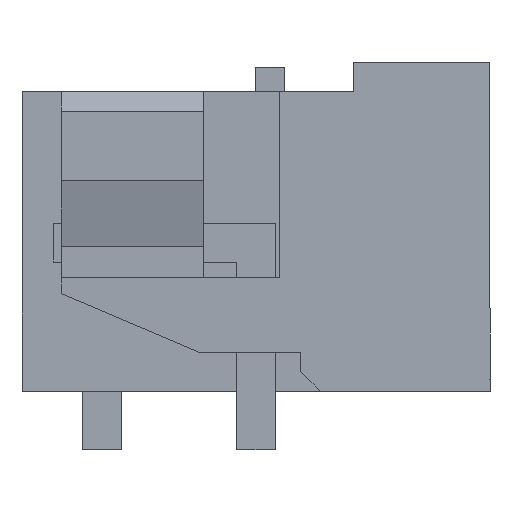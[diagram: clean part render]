
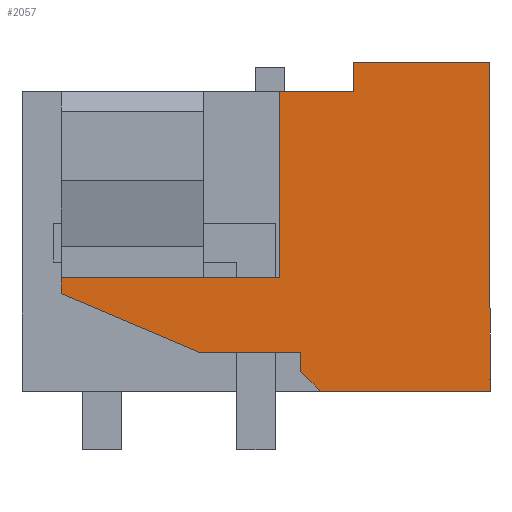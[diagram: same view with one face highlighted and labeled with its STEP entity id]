
A CAD part, left-side view. The second image highlights one B-rep face of the part: STEP entity #2057.
In plain terms, the highlighted planar face has unit normal (-1, 0, 0).
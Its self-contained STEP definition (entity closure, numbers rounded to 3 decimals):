
#1982=AXIS2_PLACEMENT_3D('Plane Axis2P3D',#1979,#1980,#1981) ;
#339=CARTESIAN_POINT('Vertex',(0.,5.4,9.18)) ;
#342=CARTESIAN_POINT('Line Origine',(0.,4.45,9.18)) ;
#346=CARTESIAN_POINT('Vertex',(0.,3.5,9.18)) ;
#1715=CARTESIAN_POINT('Line Origine',(0.,11.,4.205)) ;
#1719=CARTESIAN_POINT('Vertex',(0.,11.,4.41)) ;
#1721=CARTESIAN_POINT('Vertex',(0.,11.,4.001)) ;
#1963=CARTESIAN_POINT('Vertex',(0.,5.4,4.41)) ;
#1966=CARTESIAN_POINT('Line Origine',(0.,5.4,6.795)) ;
#1979=CARTESIAN_POINT('Axis2P3D Location',(0.,12.,0.)) ;
#1984=CARTESIAN_POINT('Line Origine',(0.,1.75,9.93)) ;
#1988=CARTESIAN_POINT('Vertex',(0.,0.,9.93)) ;
#1990=CARTESIAN_POINT('Vertex',(0.,3.5,9.93)) ;
#1993=CARTESIAN_POINT('Line Origine',(0.,3.5,9.555)) ;
#1998=CARTESIAN_POINT('Line Origine',(0.,8.2,4.41)) ;
#2003=CARTESIAN_POINT('Line Origine',(0.,9.232,3.252)) ;
#2007=CARTESIAN_POINT('Vertex',(0.,7.465,2.503)) ;
#2010=CARTESIAN_POINT('Line Origine',(0.,6.159,2.503)) ;
#2014=CARTESIAN_POINT('Vertex',(0.,4.854,2.503)) ;
#2017=CARTESIAN_POINT('Line Origine',(0.,4.854,2.251)) ;
#2021=CARTESIAN_POINT('Vertex',(0.,4.854,2.)) ;
#2024=CARTESIAN_POINT('Line Origine',(0.,4.604,1.75)) ;
#2028=CARTESIAN_POINT('Vertex',(0.,4.354,1.5)) ;
#2031=CARTESIAN_POINT('Line Origine',(0.,2.177,1.5)) ;
#2035=CARTESIAN_POINT('Vertex',(0.,0.,1.5)) ;
#2038=CARTESIAN_POINT('Line Origine',(0.,0.,5.715)) ;
#343=DIRECTION('Vector Direction',(0.,1.,0.)) ;
#1716=DIRECTION('Vector Direction',(0.,0.,1.)) ;
#1967=DIRECTION('Vector Direction',(0.,0.,-1.)) ;
#1980=DIRECTION('Axis2P3D Direction',(-1.,0.,0.)) ;
#1981=DIRECTION('Axis2P3D XDirection',(0.,-1.,0.)) ;
#1985=DIRECTION('Vector Direction',(0.,1.,0.)) ;
#1994=DIRECTION('Vector Direction',(0.,0.,1.)) ;
#1999=DIRECTION('Vector Direction',(0.,1.,0.)) ;
#2004=DIRECTION('Vector Direction',(0.,0.921,0.39)) ;
#2011=DIRECTION('Vector Direction',(0.,-1.,0.)) ;
#2018=DIRECTION('Vector Direction',(0.,0.,-1.)) ;
#2025=DIRECTION('Vector Direction',(0.,0.707,0.707)) ;
#2032=DIRECTION('Vector Direction',(0.,1.,0.)) ;
#2039=DIRECTION('Vector Direction',(0.,0.,-1.)) ;
#344=VECTOR('Line Direction',#343,1.) ;
#1717=VECTOR('Line Direction',#1716,1.) ;
#1968=VECTOR('Line Direction',#1967,1.) ;
#1986=VECTOR('Line Direction',#1985,1.) ;
#1995=VECTOR('Line Direction',#1994,1.) ;
#2000=VECTOR('Line Direction',#1999,1.) ;
#2005=VECTOR('Line Direction',#2004,1.) ;
#2012=VECTOR('Line Direction',#2011,1.) ;
#2019=VECTOR('Line Direction',#2018,1.) ;
#2026=VECTOR('Line Direction',#2025,1.) ;
#2033=VECTOR('Line Direction',#2032,1.) ;
#2040=VECTOR('Line Direction',#2039,1.) ;
#2044=ORIENTED_EDGE('',*,*,#1992,.T.) ;
#2045=ORIENTED_EDGE('',*,*,#1997,.T.) ;
#2046=ORIENTED_EDGE('',*,*,#348,.T.) ;
#2047=ORIENTED_EDGE('',*,*,#1970,.T.) ;
#2048=ORIENTED_EDGE('',*,*,#2002,.T.) ;
#2049=ORIENTED_EDGE('',*,*,#1723,.T.) ;
#2050=ORIENTED_EDGE('',*,*,#2009,.T.) ;
#2051=ORIENTED_EDGE('',*,*,#2016,.T.) ;
#2052=ORIENTED_EDGE('',*,*,#2023,.T.) ;
#2053=ORIENTED_EDGE('',*,*,#2030,.T.) ;
#2054=ORIENTED_EDGE('',*,*,#2037,.T.) ;
#2055=ORIENTED_EDGE('',*,*,#2042,.T.) ;
#2057=ADVANCED_FACE('HOUSING',(#2056),#1983,.T.) ;
#348=EDGE_CURVE('',#347,#340,#345,.T.) ;
#1723=EDGE_CURVE('',#1720,#1722,#1718,.F.) ;
#1970=EDGE_CURVE('',#340,#1964,#1969,.T.) ;
#1992=EDGE_CURVE('',#1989,#1991,#1987,.T.) ;
#1997=EDGE_CURVE('',#1991,#347,#1996,.F.) ;
#2002=EDGE_CURVE('',#1964,#1720,#2001,.T.) ;
#2009=EDGE_CURVE('',#1722,#2008,#2006,.F.) ;
#2016=EDGE_CURVE('',#2008,#2015,#2013,.T.) ;
#2023=EDGE_CURVE('',#2015,#2022,#2020,.T.) ;
#2030=EDGE_CURVE('',#2022,#2029,#2027,.F.) ;
#2037=EDGE_CURVE('',#2029,#2036,#2034,.F.) ;
#2042=EDGE_CURVE('',#2036,#1989,#2041,.F.) ;
#2043=EDGE_LOOP('',(#2044,#2045,#2046,#2047,#2048,#2049,#2050,#2051,#2052,#2053,#2054,#2055)) ;
#2056=FACE_OUTER_BOUND('',#2043,.T.) ;
#345=LINE('Line',#342,#344) ;
#1718=LINE('Line',#1715,#1717) ;
#1969=LINE('Line',#1966,#1968) ;
#1987=LINE('Line',#1984,#1986) ;
#1996=LINE('Line',#1993,#1995) ;
#2001=LINE('Line',#1998,#2000) ;
#2006=LINE('Line',#2003,#2005) ;
#2013=LINE('Line',#2010,#2012) ;
#2020=LINE('Line',#2017,#2019) ;
#2027=LINE('Line',#2024,#2026) ;
#2034=LINE('Line',#2031,#2033) ;
#2041=LINE('Line',#2038,#2040) ;
#1983=PLANE('',#1982) ;
#340=VERTEX_POINT('',#339) ;
#347=VERTEX_POINT('',#346) ;
#1720=VERTEX_POINT('',#1719) ;
#1722=VERTEX_POINT('',#1721) ;
#1964=VERTEX_POINT('',#1963) ;
#1989=VERTEX_POINT('',#1988) ;
#1991=VERTEX_POINT('',#1990) ;
#2008=VERTEX_POINT('',#2007) ;
#2015=VERTEX_POINT('',#2014) ;
#2022=VERTEX_POINT('',#2021) ;
#2029=VERTEX_POINT('',#2028) ;
#2036=VERTEX_POINT('',#2035) ;
